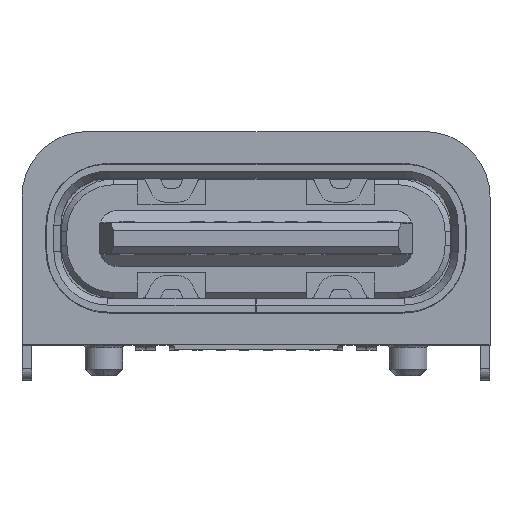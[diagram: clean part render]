
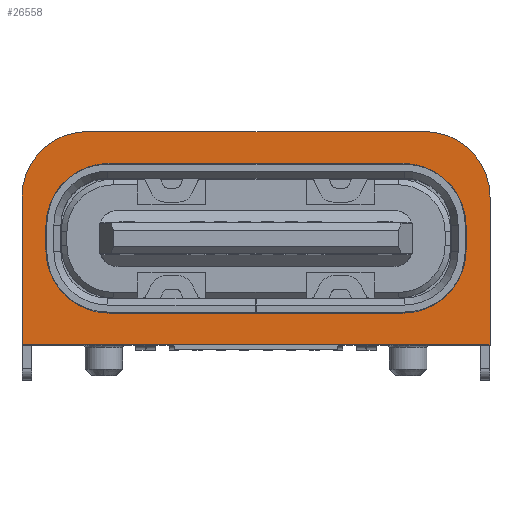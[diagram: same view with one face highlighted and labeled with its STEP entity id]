
A CAD part, top view. The second image highlights one B-rep face of the part: STEP entity #26558.
In plain terms, the highlighted face is planar.
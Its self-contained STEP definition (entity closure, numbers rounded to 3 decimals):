
#85 = EDGE_CURVE ( 'NONE', #4581, #29690, #10924, .T. ) ;
#136 = DIRECTION ( 'NONE',  ( -1., 0., 0. ) ) ;
#436 = CARTESIAN_POINT ( 'NONE',  ( 31.6, 41.2, 0.27 ) ) ;
#764 = DIRECTION ( 'NONE',  ( 0., 0., -1. ) ) ;
#852 = LINE ( 'NONE', #15191, #18329 ) ;
#862 = CARTESIAN_POINT ( 'NONE',  ( 31.6, 41.2, -0.41 ) ) ;
#1631 = CARTESIAN_POINT ( 'NONE',  ( 23.51, 41.2, -1.76 ) ) ;
#1656 = CARTESIAN_POINT ( 'NONE',  ( 31.14, 41.2, -1.76 ) ) ;
#1782 = EDGE_CURVE ( 'NONE', #8322, #18804, #2071, .T. ) ;
#2071 = LINE ( 'NONE', #26160, #29470 ) ;
#2103 = DIRECTION ( 'NONE',  ( 0., 0., 1. ) ) ;
#2157 = AXIS2_PLACEMENT_3D ( 'NONE', #18876, #14252, #2103 ) ;
#2533 = VERTEX_POINT ( 'NONE', #28198 ) ;
#2564 = VERTEX_POINT ( 'NONE', #23199 ) ;
#2633 = VECTOR ( 'NONE', #10373, 1000. ) ;
#3255 = DIRECTION ( 'NONE',  ( 0., 0., -1. ) ) ;
#3587 = LINE ( 'NONE', #25638, #4047 ) ;
#3900 = EDGE_CURVE ( 'NONE', #19945, #14988, #8561, .T. ) ;
#4047 = VECTOR ( 'NONE', #27798, 1000. ) ;
#4135 = DIRECTION ( 'NONE',  ( 0., 1., 0. ) ) ;
#4581 = VERTEX_POINT ( 'NONE', #26303 ) ;
#4946 = EDGE_CURVE ( 'NONE', #2564, #2533, #21428, .T. ) ;
#4951 = FACE_OUTER_BOUND ( 'NONE', #14789, .T. ) ;
#5022 = VERTEX_POINT ( 'NONE', #14766 ) ;
#5286 = EDGE_CURVE ( 'NONE', #25450, #5022, #22611, .T. ) ;
#6004 = CARTESIAN_POINT ( 'NONE',  ( 32.49, 41.2, -1.79 ) ) ;
#6226 = CARTESIAN_POINT ( 'NONE',  ( 33., 41.2, -1.13 ) ) ;
#6450 = CARTESIAN_POINT ( 'NONE',  ( 31.14, 41.2, -2.26 ) ) ;
#6718 = EDGE_LOOP ( 'NONE', ( #21092, #7061, #16895, #15460, #7807, #13040, #15559, #17749 ) ) ;
#6843 = EDGE_CURVE ( 'NONE', #19945, #18804, #852, .T. ) ;
#6937 = CARTESIAN_POINT ( 'NONE',  ( 23.51, 41.2, -2.26 ) ) ;
#7001 = AXIS2_PLACEMENT_3D ( 'NONE', #6450, #4135, #13626 ) ;
#7061 = ORIENTED_EDGE ( 'NONE', *, *, #18233, .F. ) ;
#7145 = DIRECTION ( 'NONE',  ( 0., -1., 0. ) ) ;
#7271 = PLANE ( 'NONE',  #10227 ) ;
#7807 = ORIENTED_EDGE ( 'NONE', *, *, #18691, .T. ) ;
#8322 = VERTEX_POINT ( 'NONE', #19259 ) ;
#8561 = LINE ( 'NONE', #6226, #25639 ) ;
#8727 = DIRECTION ( 'NONE',  ( 0., 0., 1. ) ) ;
#9014 = CARTESIAN_POINT ( 'NONE',  ( 31.6, 41.2, -1.13 ) ) ;
#9299 = DIRECTION ( 'NONE',  ( 0., 0., -1. ) ) ;
#9333 = VECTOR ( 'NONE', #136, 1000. ) ;
#10018 = CIRCLE ( 'NONE', #18928, 1.35 ) ;
#10227 = AXIS2_PLACEMENT_3D ( 'NONE', #9014, #13832, #16178 ) ;
#10373 = DIRECTION ( 'NONE',  ( 1., 0., 0. ) ) ;
#10434 = EDGE_CURVE ( 'NONE', #14988, #2564, #15907, .T. ) ;
#10864 = DIRECTION ( 'NONE',  ( 0., 1., 0. ) ) ;
#10882 = VECTOR ( 'NONE', #20276, 1000. ) ;
#10924 = CIRCLE ( 'NONE', #30737, 1.35 ) ;
#11484 = CARTESIAN_POINT ( 'NONE',  ( 23., 41.2, -4.29 ) ) ;
#12140 = AXIS2_PLACEMENT_3D ( 'NONE', #21880, #7145, #21426 ) ;
#12597 = DIRECTION ( 'NONE',  ( 0., -1., 0. ) ) ;
#13002 = VERTEX_POINT ( 'NONE', #1631 ) ;
#13004 = LINE ( 'NONE', #862, #2633 ) ;
#13040 = ORIENTED_EDGE ( 'NONE', *, *, #5286, .F. ) ;
#13626 = DIRECTION ( 'NONE',  ( 0., 0., 1. ) ) ;
#13832 = DIRECTION ( 'NONE',  ( 0., -1., 0. ) ) ;
#13839 = CARTESIAN_POINT ( 'NONE',  ( 31.14, 41.2, -3.61 ) ) ;
#14044 = EDGE_CURVE ( 'NONE', #2533, #8322, #18550, .T. ) ;
#14252 = DIRECTION ( 'NONE',  ( 0., 1., 0. ) ) ;
#14766 = CARTESIAN_POINT ( 'NONE',  ( 32.49, 41.2, -1.76 ) ) ;
#14789 = EDGE_LOOP ( 'NONE', ( #26515, #26262, #17159, #16132, #16399, #14898 ) ) ;
#14898 = ORIENTED_EDGE ( 'NONE', *, *, #4946, .T. ) ;
#14988 = VERTEX_POINT ( 'NONE', #28460 ) ;
#15191 = CARTESIAN_POINT ( 'NONE',  ( 23., 41.2, -4.29 ) ) ;
#15460 = ORIENTED_EDGE ( 'NONE', *, *, #24619, .T. ) ;
#15496 = CARTESIAN_POINT ( 'NONE',  ( 33., 41.2, -4.29 ) ) ;
#15559 = ORIENTED_EDGE ( 'NONE', *, *, #18486, .T. ) ;
#15907 = CIRCLE ( 'NONE', #16885, 1.4 ) ;
#16132 = ORIENTED_EDGE ( 'NONE', *, *, #3900, .T. ) ;
#16178 = DIRECTION ( 'NONE',  ( 0., 0., -1. ) ) ;
#16348 = VERTEX_POINT ( 'NONE', #13839 ) ;
#16399 = ORIENTED_EDGE ( 'NONE', *, *, #10434, .T. ) ;
#16885 = AXIS2_PLACEMENT_3D ( 'NONE', #20021, #12597, #764 ) ;
#16895 = ORIENTED_EDGE ( 'NONE', *, *, #30494, .T. ) ;
#17159 = ORIENTED_EDGE ( 'NONE', *, *, #6843, .F. ) ;
#17749 = ORIENTED_EDGE ( 'NONE', *, *, #23394, .T. ) ;
#18233 = EDGE_CURVE ( 'NONE', #13002, #29690, #27797, .T. ) ;
#18329 = VECTOR ( 'NONE', #26984, 1000. ) ;
#18486 = EDGE_CURVE ( 'NONE', #25450, #16348, #23369, .T. ) ;
#18550 = CIRCLE ( 'NONE', #12140, 1.4 ) ;
#18691 = EDGE_CURVE ( 'NONE', #20130, #5022, #10018, .T. ) ;
#18804 = VERTEX_POINT ( 'NONE', #11484 ) ;
#18876 = CARTESIAN_POINT ( 'NONE',  ( 24.86, 41.2, -1.76 ) ) ;
#18928 = AXIS2_PLACEMENT_3D ( 'NONE', #1656, #10864, #29827 ) ;
#19259 = CARTESIAN_POINT ( 'NONE',  ( 23., 41.2, -1.13 ) ) ;
#19366 = VECTOR ( 'NONE', #9299, 1000. ) ;
#19945 = VERTEX_POINT ( 'NONE', #15496 ) ;
#20021 = CARTESIAN_POINT ( 'NONE',  ( 31.6, 41.2, -1.13 ) ) ;
#20130 = VERTEX_POINT ( 'NONE', #29281 ) ;
#20276 = DIRECTION ( 'NONE',  ( 0., 0., 1. ) ) ;
#21092 = ORIENTED_EDGE ( 'NONE', *, *, #85, .T. ) ;
#21426 = DIRECTION ( 'NONE',  ( 0., 0., -1. ) ) ;
#21428 = LINE ( 'NONE', #436, #9333 ) ;
#21492 = CARTESIAN_POINT ( 'NONE',  ( 24.86, 41.2, -2.26 ) ) ;
#21845 = CARTESIAN_POINT ( 'NONE',  ( 32.49, 41.2, -2.26 ) ) ;
#21880 = CARTESIAN_POINT ( 'NONE',  ( 24.4, 41.2, -1.13 ) ) ;
#22611 = LINE ( 'NONE', #6004, #10882 ) ;
#23199 = CARTESIAN_POINT ( 'NONE',  ( 31.6, 41.2, 0.27 ) ) ;
#23369 = CIRCLE ( 'NONE', #7001, 1.35 ) ;
#23394 = EDGE_CURVE ( 'NONE', #16348, #4581, #3587, .T. ) ;
#23492 = CIRCLE ( 'NONE', #2157, 1.35 ) ;
#24619 = EDGE_CURVE ( 'NONE', #25596, #20130, #13004, .T. ) ;
#25450 = VERTEX_POINT ( 'NONE', #21845 ) ;
#25596 = VERTEX_POINT ( 'NONE', #29968 ) ;
#25638 = CARTESIAN_POINT ( 'NONE',  ( 31.6, 41.2, -3.61 ) ) ;
#25639 = VECTOR ( 'NONE', #8727, 1000. ) ;
#25947 = FACE_BOUND ( 'NONE', #6718, .T. ) ;
#26160 = CARTESIAN_POINT ( 'NONE',  ( 23., 41.2, -1.13 ) ) ;
#26262 = ORIENTED_EDGE ( 'NONE', *, *, #1782, .T. ) ;
#26303 = CARTESIAN_POINT ( 'NONE',  ( 24.86, 41.2, -3.61 ) ) ;
#26515 = ORIENTED_EDGE ( 'NONE', *, *, #14044, .T. ) ;
#26558 = ADVANCED_FACE ( 'NONE', ( #25947, #4951 ), #7271, .T. ) ;
#26984 = DIRECTION ( 'NONE',  ( -1., 0., 0. ) ) ;
#27797 = LINE ( 'NONE', #28418, #19366 ) ;
#27798 = DIRECTION ( 'NONE',  ( -1., 0., 0. ) ) ;
#28198 = CARTESIAN_POINT ( 'NONE',  ( 24.4, 41.2, 0.27 ) ) ;
#28418 = CARTESIAN_POINT ( 'NONE',  ( 23.51, 41.2, -2.23 ) ) ;
#28460 = CARTESIAN_POINT ( 'NONE',  ( 33., 41.2, -1.13 ) ) ;
#28670 = DIRECTION ( 'NONE',  ( 0., 1., 0. ) ) ;
#29281 = CARTESIAN_POINT ( 'NONE',  ( 31.14, 41.2, -0.41 ) ) ;
#29470 = VECTOR ( 'NONE', #3255, 1000. ) ;
#29690 = VERTEX_POINT ( 'NONE', #6937 ) ;
#29827 = DIRECTION ( 'NONE',  ( 0., 0., 1. ) ) ;
#29968 = CARTESIAN_POINT ( 'NONE',  ( 24.86, 41.2, -0.41 ) ) ;
#30494 = EDGE_CURVE ( 'NONE', #13002, #25596, #23492, .T. ) ;
#30692 = DIRECTION ( 'NONE',  ( 0., 0., 1. ) ) ;
#30737 = AXIS2_PLACEMENT_3D ( 'NONE', #21492, #28670, #30692 ) ;
